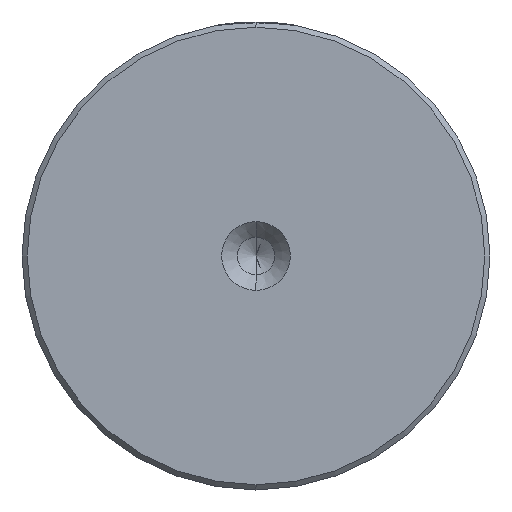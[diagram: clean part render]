
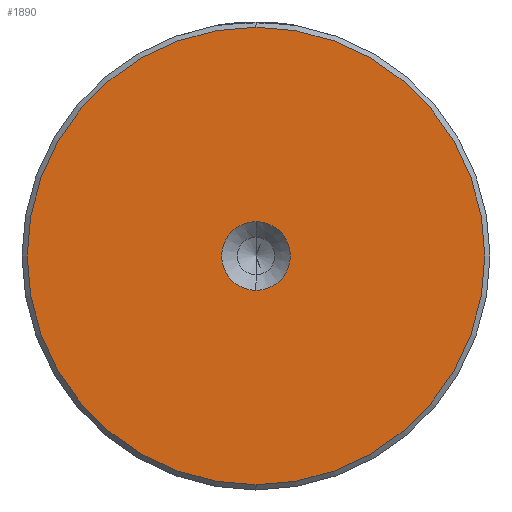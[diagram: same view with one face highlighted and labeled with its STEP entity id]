
A CAD part, left-side view. The second image highlights one B-rep face of the part: STEP entity #1890.
In plain terms, the highlighted planar face has unit normal (-1, 0, 0).
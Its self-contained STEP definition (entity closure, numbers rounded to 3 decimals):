
#51 = DIRECTION ( 'NONE',  ( 0., 0., 1. ) ) ;
#254 = VERTEX_POINT ( 'NONE', #1366 ) ;
#273 = EDGE_CURVE ( 'NONE', #967, #805, #413, .T. ) ;
#413 = CIRCLE ( 'NONE', #1914, 22. ) ;
#438 = ORIENTED_EDGE ( 'NONE', *, *, #1516, .T. ) ;
#645 = DIRECTION ( 'NONE',  ( -1., 0., 0. ) ) ;
#706 = DIRECTION ( 'NONE',  ( -1., 0., 0. ) ) ;
#716 = CIRCLE ( 'NONE', #965, 22. ) ;
#756 = CARTESIAN_POINT ( 'NONE',  ( 0., 0., -22. ) ) ;
#805 = VERTEX_POINT ( 'NONE', #2352 ) ;
#965 = AXIS2_PLACEMENT_3D ( 'NONE', #2356, #1216, #51 ) ;
#967 = VERTEX_POINT ( 'NONE', #756 ) ;
#1003 = DIRECTION ( 'NONE',  ( 0., 0., 1. ) ) ;
#1010 = DIRECTION ( 'NONE',  ( -1., 0., 0. ) ) ;
#1038 = AXIS2_PLACEMENT_3D ( 'NONE', #1053, #2376, #1241 ) ;
#1053 = CARTESIAN_POINT ( 'NONE',  ( 0., 0., 0. ) ) ;
#1103 = CARTESIAN_POINT ( 'NONE',  ( 0., 0., 0. ) ) ;
#1119 = CIRCLE ( 'NONE', #1038, 3.3 ) ;
#1187 = EDGE_LOOP ( 'NONE', ( #1203, #438 ) ) ;
#1203 = ORIENTED_EDGE ( 'NONE', *, *, #273, .T. ) ;
#1216 = DIRECTION ( 'NONE',  ( -1., 0., 0. ) ) ;
#1241 = DIRECTION ( 'NONE',  ( 0., 0., 1. ) ) ;
#1366 = CARTESIAN_POINT ( 'NONE',  ( 0., 0., 3.3 ) ) ;
#1465 = CARTESIAN_POINT ( 'NONE',  ( 0., 0., -3.3 ) ) ;
#1468 = ORIENTED_EDGE ( 'NONE', *, *, #1810, .F. ) ;
#1516 = EDGE_CURVE ( 'NONE', #805, #967, #716, .T. ) ;
#1634 = PLANE ( 'NONE',  #2066 ) ;
#1688 = EDGE_CURVE ( 'NONE', #2384, #254, #1791, .T. ) ;
#1747 = EDGE_LOOP ( 'NONE', ( #1468, #2277 ) ) ;
#1763 = CARTESIAN_POINT ( 'NONE',  ( 0., 0., 0. ) ) ;
#1791 = CIRCLE ( 'NONE', #2120, 3.3 ) ;
#1810 = EDGE_CURVE ( 'NONE', #254, #2384, #1119, .T. ) ;
#1829 = CARTESIAN_POINT ( 'NONE',  ( 0., 0., 0. ) ) ;
#1890 = ADVANCED_FACE ( 'NONE', ( #2011, #2459 ), #1634, .T. ) ;
#1914 = AXIS2_PLACEMENT_3D ( 'NONE', #1103, #1010, #1003 ) ;
#1964 = DIRECTION ( 'NONE',  ( 0., 0., 1. ) ) ;
#2011 = FACE_OUTER_BOUND ( 'NONE', #1187, .T. ) ;
#2023 = DIRECTION ( 'NONE',  ( 0., 0., 1. ) ) ;
#2066 = AXIS2_PLACEMENT_3D ( 'NONE', #1829, #706, #2023 ) ;
#2120 = AXIS2_PLACEMENT_3D ( 'NONE', #1763, #645, #1964 ) ;
#2277 = ORIENTED_EDGE ( 'NONE', *, *, #1688, .F. ) ;
#2352 = CARTESIAN_POINT ( 'NONE',  ( 0., 0., 22. ) ) ;
#2356 = CARTESIAN_POINT ( 'NONE',  ( 0., 0., 0. ) ) ;
#2376 = DIRECTION ( 'NONE',  ( -1., 0., 0. ) ) ;
#2384 = VERTEX_POINT ( 'NONE', #1465 ) ;
#2459 = FACE_BOUND ( 'NONE', #1747, .T. ) ;
